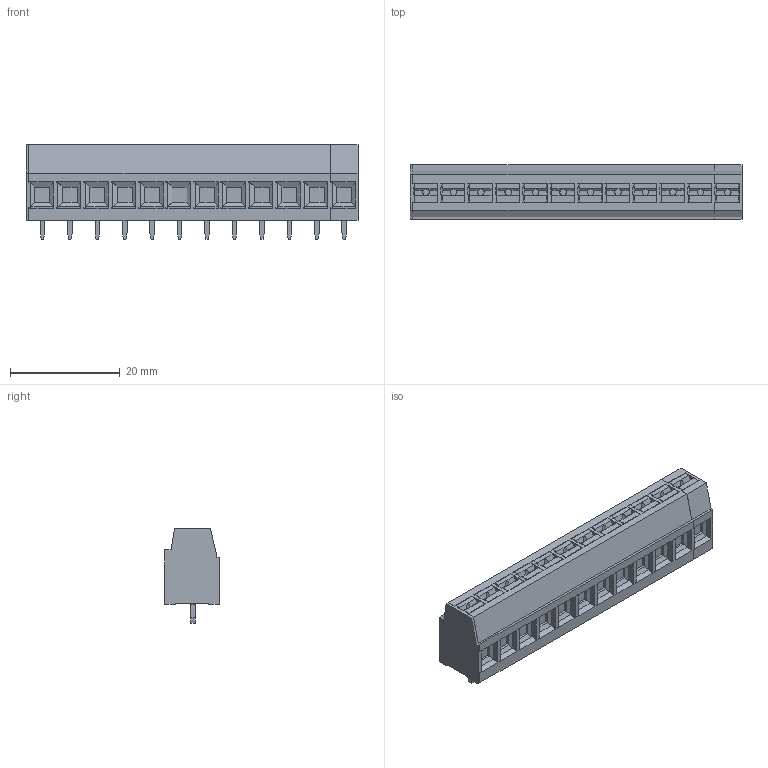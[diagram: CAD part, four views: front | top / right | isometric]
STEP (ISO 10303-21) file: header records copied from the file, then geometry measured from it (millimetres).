
FILE_DESCRIPTION(('CATIA V5 STEP Exchange','CAx-IF Rec.Pracs.--- Model Styling and Organization---1.4--- 2014-01-23'),'2;1');
FILE_NAME ('D1528654_0_2786640000_2786640000.stp','2022-04-26T10:41:34+00:00',('none'),('Weidmueller'),'CATIA Version 5-6 Release 2016 SP3 HF44','CATIA V5 STEP AP214','none');
FILE_SCHEMA(('AUTOMOTIVE_DESIGN { 1 0 10303 214 1 1 1 1 }'));
Length unit declared in the file: millimetre
Products named in the file (1): 2786640000
Bounding box: 60.5 x 10 x 17.3 mm (x, y, z)
Volume: 7166.7 mm3; surface area: 5119.4 mm2
Topology: 27 solids, 52 shells, 1280 faces, 3492 edges, 2340 vertices
Faces by surface type: plane 1185, cylinder 83, cone 12
Entity records: 37679 total; most frequent: CARTESIAN_POINT 8151, ORIENTED_EDGE 6984, DIRECTION 4557, EDGE_CURVE 3492, VECTOR 3131, LINE 3131, VERTEX_POINT 2340, EDGE_LOOP 1328
